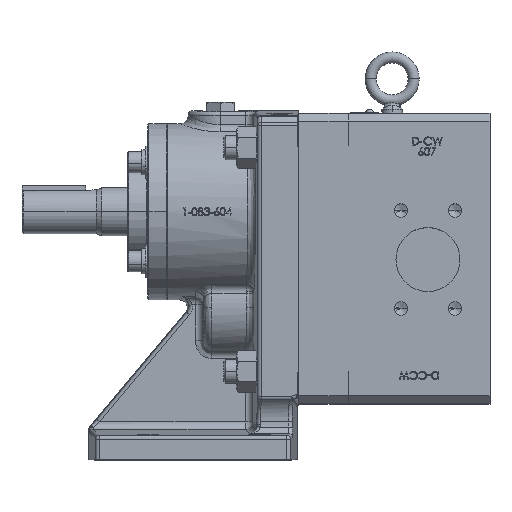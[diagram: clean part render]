
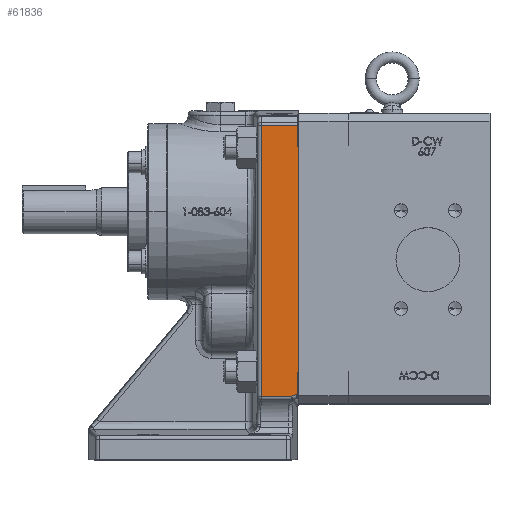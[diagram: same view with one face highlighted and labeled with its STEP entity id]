
A CAD part, top view. The second image highlights one B-rep face of the part: STEP entity #61836.
In plain terms, the highlighted planar face has unit normal (0, 0, 1).
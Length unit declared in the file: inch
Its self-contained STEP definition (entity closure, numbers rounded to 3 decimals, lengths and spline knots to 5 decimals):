
#1198 = ORIENTED_EDGE ( 'NONE', *, *, #91504, .T. ) ;
#1371 = CARTESIAN_POINT ( 'NONE',  ( -0.22304, -5.78699, 4.5 ) ) ;
#2906 = CARTESIAN_POINT ( 'NONE',  ( -1.16412, -5.78699, 4.5 ) ) ;
#4685 = VECTOR ( 'NONE', #77265, 39.37008 ) ;
#6353 = CARTESIAN_POINT ( 'NONE',  ( -1.16412, 2.70315, 4.5 ) ) ;
#7202 = CARTESIAN_POINT ( 'NONE',  ( -0.002, 3.00286, 4.5 ) ) ;
#7526 = CARTESIAN_POINT ( 'NONE',  ( -1.28, -5.78699, 4.5 ) ) ;
#9761 = EDGE_CURVE ( 'Defeatured_0_100+Defeatured_0_103+Defeatured_0_364+Defeatured_0_160', #60411, #35207, #53819, .T. ) ;
#9794 = PLANE ( 'NONE',  #88662 ) ;
#12598 = VERTEX_POINT ( 'NONE', #2906 ) ;
#12761 = CARTESIAN_POINT ( 'NONE',  ( -0.015, -5.03106, 4.5 ) ) ;
#13063 = CARTESIAN_POINT ( 'NONE',  ( -1.16412, -5.84714, 4.5 ) ) ;
#13077 = LINE ( 'NONE', #13063, #85661 ) ;
#14861 = EDGE_CURVE ( 'Defeatured_0_100+Defeatured_0_161+Defeatured_0_160+Defeatured_0_159', #12598, #31287, #51566, .T. ) ;
#16749 = CARTESIAN_POINT ( 'NONE',  ( -1.28, 3.00286, 4.5 ) ) ;
#17084 = LINE ( 'NONE', #69073, #4685 ) ;
#19862 = VECTOR ( 'NONE', #50301, 39.37008 ) ;
#20798 = ORIENTED_EDGE ( 'NONE', *, *, #75240, .T. ) ;
#24045 = DIRECTION ( 'NONE',  ( 0., 1., 0. ) ) ;
#25698 = FACE_OUTER_BOUND ( 'NONE', #86502, .T. ) ;
#25765 =( BOUNDED_CURVE ( )  B_SPLINE_CURVE ( 3, ( #1371, #58088, #79881, #74145 ),
 .UNSPECIFIED., .F., .F. ) 
 B_SPLINE_CURVE_WITH_KNOTS ( ( 4, 4 ),
 ( 3.23117, 3.92638 ),
 .UNSPECIFIED. ) 
 CURVE ( )  GEOMETRIC_REPRESENTATION_ITEM ( )  RATIONAL_B_SPLINE_CURVE ( ( 1., 0.96, 0.96, 1. ) ) 
 REPRESENTATION_ITEM ( '' )  );
#26122 = ORIENTED_EDGE ( 'NONE', *, *, #65878, .T. ) ;
#26435 = LINE ( 'NONE', #63435, #84276 ) ;
#31287 = VERTEX_POINT ( 'NONE', #43046 ) ;
#31318 = DIRECTION ( 'NONE',  ( 0., -1., 0. ) ) ;
#31833 = VERTEX_POINT ( 'NONE', #89524 ) ;
#32299 = VECTOR ( 'NONE', #67672, 39.37008 ) ;
#33231 = LINE ( 'NONE', #60211, #75119 ) ;
#34956 = DIRECTION ( 'NONE',  ( 0., -1., 0. ) ) ;
#35020 = CARTESIAN_POINT ( 'NONE',  ( -0.015, -5.73126, 4.5 ) ) ;
#35207 = VERTEX_POINT ( 'NONE', #6353 ) ;
#37795 = ORIENTED_EDGE ( 'NONE', *, *, #14861, .T. ) ;
#39092 = LINE ( 'NONE', #7202, #19862 ) ;
#39730 = ORIENTED_EDGE ( 'NONE', *, *, #67369, .T. ) ;
#40945 = DIRECTION ( 'NONE',  ( 1., 0., 0. ) ) ;
#43046 = CARTESIAN_POINT ( 'NONE',  ( -0.22304, -5.78699, 4.5 ) ) ;
#44210 = EDGE_CURVE ( 'Defeatured_0_100+Defeatured_0_159+Defeatured_0_161+Defeatured_0_104', #31287, #67620, #25765, .T. ) ;
#47246 = EDGE_CURVE ( 'Defeatured_0_100+Defeatured_0_104+Defeatured_0_159+Defeatured_0_363', #67620, #89718, #26435, .T. ) ;
#49661 = CARTESIAN_POINT ( 'NONE',  ( -0.002, -5.03106, 4.5 ) ) ;
#50301 = DIRECTION ( 'NONE',  ( 0., 1., 0. ) ) ;
#51566 = LINE ( 'NONE', #7526, #32299 ) ;
#51649 = VERTEX_POINT ( 'NONE', #12761 ) ;
#52417 = VERTEX_POINT ( 'NONE', #49661 ) ;
#52685 = VECTOR ( 'NONE', #74597, 39.37008 ) ;
#53819 = LINE ( 'NONE', #60103, #52685 ) ;
#56155 = ORIENTED_EDGE ( 'NONE', *, *, #72429, .T. ) ;
#58088 = CARTESIAN_POINT ( 'NONE',  ( -0.17947, -5.75061, 4.5 ) ) ;
#60103 = CARTESIAN_POINT ( 'NONE',  ( -1.28, 2.70315, 4.5 ) ) ;
#60211 = CARTESIAN_POINT ( 'NONE',  ( -0.015, 3.00286, 4.5 ) ) ;
#60411 = VERTEX_POINT ( 'NONE', #83362 ) ;
#61324 = DIRECTION ( 'NONE',  ( -1., 0., 0. ) ) ;
#61836 = ADVANCED_FACE ( 'Defeatured_0_100', ( #25698 ), #9794, .T. ) ;
#63435 = CARTESIAN_POINT ( 'NONE',  ( -1.28, -5.73126, 4.5 ) ) ;
#63579 = ORIENTED_EDGE ( 'NONE', *, *, #9761, .T. ) ;
#65878 = EDGE_CURVE ( 'Defeatured_0_100+Defeatured_0_365+Defeatured_0_112+Defeatured_0_364', #31833, #80980, #92363, .T. ) ;
#67369 = EDGE_CURVE ( 'Defeatured_0_100+Defeatured_0_160+Defeatured_0_103+Defeatured_0_161', #35207, #12598, #13077, .T. ) ;
#67620 = VERTEX_POINT ( 'NONE', #82534 ) ;
#67672 = DIRECTION ( 'NONE',  ( 1., 0., 0. ) ) ;
#69073 = CARTESIAN_POINT ( 'NONE',  ( -0.015, 3.00286, 4.5 ) ) ;
#69415 = ORIENTED_EDGE ( 'NONE', *, *, #93307, .T. ) ;
#71906 = LINE ( 'NONE', #73554, #81005 ) ;
#72429 = EDGE_CURVE ( 'Defeatured_0_100+Defeatured_0_363+Defeatured_0_104+Defeatured_0_362', #89718, #51649, #17084, .T. ) ;
#73554 = CARTESIAN_POINT ( 'NONE',  ( -0.015, -5.03106, 4.5 ) ) ;
#74145 = CARTESIAN_POINT ( 'NONE',  ( -0.06928, -5.73126, 4.5 ) ) ;
#74597 = DIRECTION ( 'NONE',  ( -1., 0., 0. ) ) ;
#75119 = VECTOR ( 'NONE', #24045, 39.37008 ) ;
#75240 = EDGE_CURVE ( 'Defeatured_0_100+Defeatured_0_112+Defeatured_0_362+Defeatured_0_365', #52417, #31833, #39092, .T. ) ;
#75305 = VECTOR ( 'NONE', #61324, 39.37008 ) ;
#75516 = CARTESIAN_POINT ( 'NONE',  ( -0.015, 2.03106, 4.5 ) ) ;
#77265 = DIRECTION ( 'NONE',  ( 0., 1., 0. ) ) ;
#79881 = CARTESIAN_POINT ( 'NONE',  ( -0.12608, -5.73126, 4.5 ) ) ;
#80980 = VERTEX_POINT ( 'NONE', #81091 ) ;
#81005 = VECTOR ( 'NONE', #87511, 39.37008 ) ;
#81091 = CARTESIAN_POINT ( 'NONE',  ( -0.015, 2.03106, 4.5 ) ) ;
#81095 = DIRECTION ( 'NONE',  ( 0., 0., 1. ) ) ;
#82534 = CARTESIAN_POINT ( 'NONE',  ( -0.06928, -5.73126, 4.5 ) ) ;
#83362 = CARTESIAN_POINT ( 'NONE',  ( -0.015, 2.70315, 4.5 ) ) ;
#84276 = VECTOR ( 'NONE', #40945, 39.37008 ) ;
#85661 = VECTOR ( 'NONE', #34956, 39.37008 ) ;
#86502 = EDGE_LOOP ( 'NONE', ( #93290, #56155, #69415, #20798, #26122, #1198, #63579, #39730, #37795, #87254 ) ) ;
#87254 = ORIENTED_EDGE ( 'NONE', *, *, #44210, .T. ) ;
#87511 = DIRECTION ( 'NONE',  ( 1., 0., 0. ) ) ;
#88662 = AXIS2_PLACEMENT_3D ( 'NONE', #16749, #81095, #31318 ) ;
#89524 = CARTESIAN_POINT ( 'NONE',  ( -0.002, 2.03106, 4.5 ) ) ;
#89718 = VERTEX_POINT ( 'NONE', #35020 ) ;
#91504 = EDGE_CURVE ( 'Defeatured_0_100+Defeatured_0_364+Defeatured_0_365+Defeatured_0_103', #80980, #60411, #33231, .T. ) ;
#92363 = LINE ( 'NONE', #75516, #75305 ) ;
#93290 = ORIENTED_EDGE ( 'NONE', *, *, #47246, .T. ) ;
#93307 = EDGE_CURVE ( 'Defeatured_0_100+Defeatured_0_362+Defeatured_0_363+Defeatured_0_112', #51649, #52417, #71906, .T. ) ;
